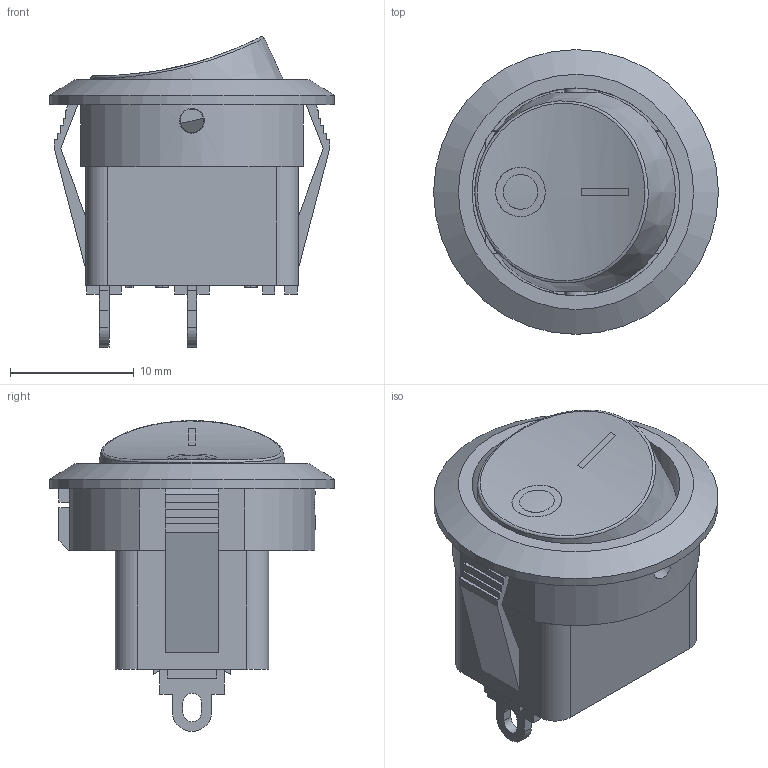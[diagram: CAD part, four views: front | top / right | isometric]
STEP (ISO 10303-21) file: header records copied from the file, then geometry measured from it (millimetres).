
FILE_DESCRIPTION(/* description */ (''),/* implementation_level */ '2;1');
FILE_NAME(/* name */ 'RR151xxxx1.stp',/* time_stamp */ '2025-12-02T08:22:16-06:00',/* author */ ('jsteinblock'),/* organization */ (''),/* preprocessor_version */ 'ST-DEVELOPER v18.1',/* originating_system */ 'Autodesk Inventor 2022',/* authorisation */ '');
FILE_SCHEMA (('AUTOMOTIVE_DESIGN { 1 0 10303 214 3 1 1 }'));
Length unit declared in the file: inch
Products named in the file (1): RR151xxxx1
Bounding box: 23 x 23 x 25.1 mm (x, y, z)
Volume: 2842.7 mm3; surface area: 3681.9 mm2
Topology: 2 solids, 2 shells, 626 faces, 1682 edges, 1114 vertices
Faces by surface type: plane 432, bspline 150, cylinder 41, cone 2, sphere 1
Full cylindrical faces by diameter (mm): 1.9 x2, 2 x2, 2.8 x1, 3 x1, 4 x1, 4.6 x1, 16.8 x1, 23 x1
Entity records: 20648 total; most frequent: CARTESIAN_POINT 5881, ORIENTED_EDGE 3362, DIRECTION 2404, EDGE_CURVE 1681, LINE 1274, VECTOR 1274, VERTEX_POINT 1114, EDGE_LOOP 693
